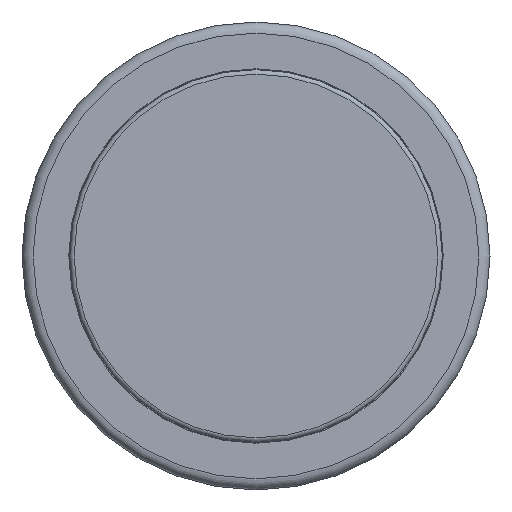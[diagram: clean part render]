
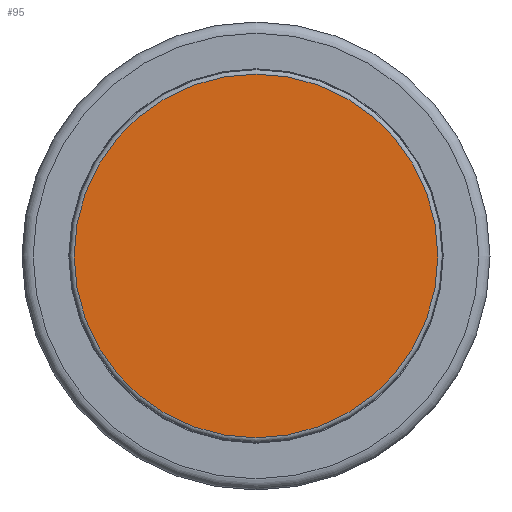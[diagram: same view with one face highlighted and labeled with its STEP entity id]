
A CAD part, top view. The second image highlights one B-rep face of the part: STEP entity #95.
In plain terms, the highlighted planar face has unit normal (0, 0, 1).
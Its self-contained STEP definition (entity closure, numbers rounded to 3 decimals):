
#95 = ADVANCED_FACE( '', ( #238 ), #239, .F. );
#238 = FACE_OUTER_BOUND( '', #466, .T. );
#239 = PLANE( '', #467 );
#466 = EDGE_LOOP( '', ( #684 ) );
#467 = AXIS2_PLACEMENT_3D( '', #685, #686, #687 );
#684 = ORIENTED_EDGE( '', *, *, #1122, .T. );
#685 = CARTESIAN_POINT( '', ( 0., 8.35, 50. ) );
#686 = DIRECTION( '', ( 0., 0., -1. ) );
#687 = DIRECTION( '', ( -1., 0., 0. ) );
#1122 = EDGE_CURVE( '', #1285, #1285, #1286, .F. );
#1285 = VERTEX_POINT( '', #1523 );
#1286 = CIRCLE( '', #1524, 8.15 );
#1523 = CARTESIAN_POINT( '', ( -8.15, 0., 50. ) );
#1524 = AXIS2_PLACEMENT_3D( '', #1811, #1812, #1813 );
#1811 = CARTESIAN_POINT( '', ( 0., 0., 50. ) );
#1812 = DIRECTION( '', ( 0., 0., -1. ) );
#1813 = DIRECTION( '', ( -1., 0., 0. ) );
